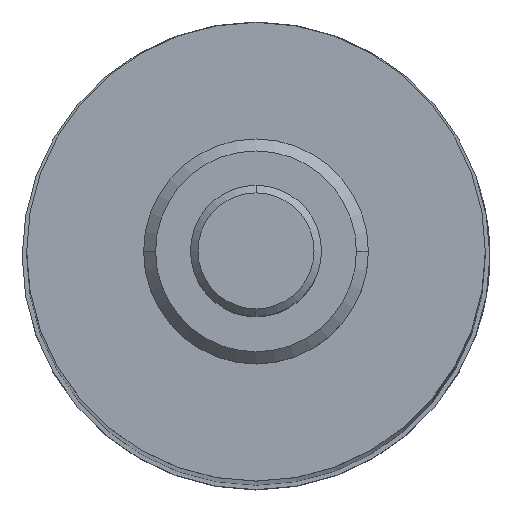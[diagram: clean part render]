
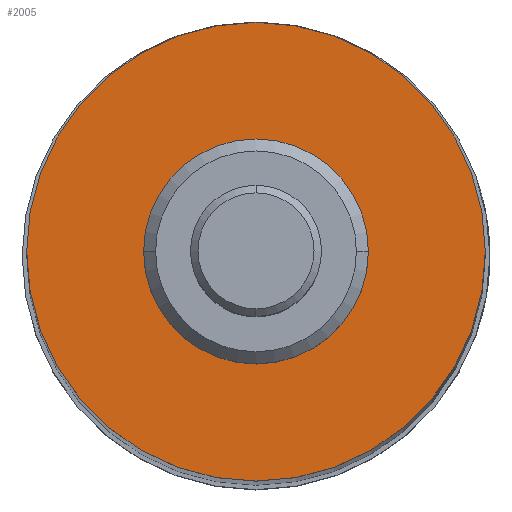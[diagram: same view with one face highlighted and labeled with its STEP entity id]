
A CAD part, top view. The second image highlights one B-rep face of the part: STEP entity #2005.
In plain terms, the highlighted face is planar.
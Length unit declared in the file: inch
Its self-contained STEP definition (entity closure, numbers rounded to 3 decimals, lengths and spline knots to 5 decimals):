
#68 = VERTEX_POINT ( 'NONE', #1974 ) ;
#119 = CARTESIAN_POINT ( 'NONE',  ( 0.88, 0., 0. ) ) ;
#190 = EDGE_LOOP ( 'NONE', ( #250, #761 ) ) ;
#241 = DIRECTION ( 'NONE',  ( -1., 0., 0. ) ) ;
#250 = ORIENTED_EDGE ( 'NONE', *, *, #1739, .F. ) ;
#313 = DIRECTION ( 'NONE',  ( 0., 0., 1. ) ) ;
#320 = CIRCLE ( 'NONE', #1831, 0.37375 ) ;
#379 = EDGE_CURVE ( 'NONE', #2131, #68, #1028, .T. ) ;
#415 = CARTESIAN_POINT ( 'NONE',  ( 0.88, 0.37375, 0. ) ) ;
#418 = EDGE_CURVE ( 'NONE', #68, #2131, #548, .T. ) ;
#449 = CARTESIAN_POINT ( 'NONE',  ( 0.88, 0., 0. ) ) ;
#490 = DIRECTION ( 'NONE',  ( -1., 0., 0. ) ) ;
#548 = CIRCLE ( 'NONE', #1935, 0.765 ) ;
#632 = DIRECTION ( 'NONE',  ( 0., -1., 0. ) ) ;
#713 = CARTESIAN_POINT ( 'NONE',  ( 0.88, 0.765, 0. ) ) ;
#720 = FACE_BOUND ( 'NONE', #190, .T. ) ;
#761 = ORIENTED_EDGE ( 'NONE', *, *, #1622, .F. ) ;
#787 = AXIS2_PLACEMENT_3D ( 'NONE', #449, #1744, #632 ) ;
#803 = FACE_OUTER_BOUND ( 'NONE', #2419, .T. ) ;
#845 = ORIENTED_EDGE ( 'NONE', *, *, #418, .T. ) ;
#1028 = CIRCLE ( 'NONE', #1807, 0.765 ) ;
#1072 = CIRCLE ( 'NONE', #787, 0.37375 ) ;
#1122 = CARTESIAN_POINT ( 'NONE',  ( 0.88, 0., -0.765 ) ) ;
#1189 = ORIENTED_EDGE ( 'NONE', *, *, #379, .T. ) ;
#1214 = VERTEX_POINT ( 'NONE', #415 ) ;
#1275 = DIRECTION ( 'NONE',  ( 0., 0., -1. ) ) ;
#1348 = CARTESIAN_POINT ( 'NONE',  ( 0.88, 0., 0. ) ) ;
#1426 = DIRECTION ( 'NONE',  ( -1., 0., 0. ) ) ;
#1504 = VERTEX_POINT ( 'NONE', #1844 ) ;
#1545 = DIRECTION ( 'NONE',  ( 0., -1., 0. ) ) ;
#1605 = CARTESIAN_POINT ( 'NONE',  ( 0.88, 0., 0. ) ) ;
#1622 = EDGE_CURVE ( 'NONE', #1214, #1504, #320, .T. ) ;
#1739 = EDGE_CURVE ( 'NONE', #1504, #1214, #1072, .T. ) ;
#1744 = DIRECTION ( 'NONE',  ( -1., 0., 0. ) ) ;
#1787 = DIRECTION ( 'NONE',  ( 0., 0., 1. ) ) ;
#1807 = AXIS2_PLACEMENT_3D ( 'NONE', #1605, #490, #1787 ) ;
#1831 = AXIS2_PLACEMENT_3D ( 'NONE', #1348, #241, #1545 ) ;
#1844 = CARTESIAN_POINT ( 'NONE',  ( 0.88, -0.37375, 0. ) ) ;
#1935 = AXIS2_PLACEMENT_3D ( 'NONE', #119, #1426, #313 ) ;
#1974 = CARTESIAN_POINT ( 'NONE',  ( 0.88, 0., 0.765 ) ) ;
#2005 = ADVANCED_FACE ( 'NONE', ( #720, #803 ), #2022, .F. ) ;
#2022 = PLANE ( 'NONE',  #2253 ) ;
#2131 = VERTEX_POINT ( 'NONE', #1122 ) ;
#2253 = AXIS2_PLACEMENT_3D ( 'NONE', #713, #2414, #1275 ) ;
#2414 = DIRECTION ( 'NONE',  ( 1., 0., 0. ) ) ;
#2419 = EDGE_LOOP ( 'NONE', ( #845, #1189 ) ) ;
